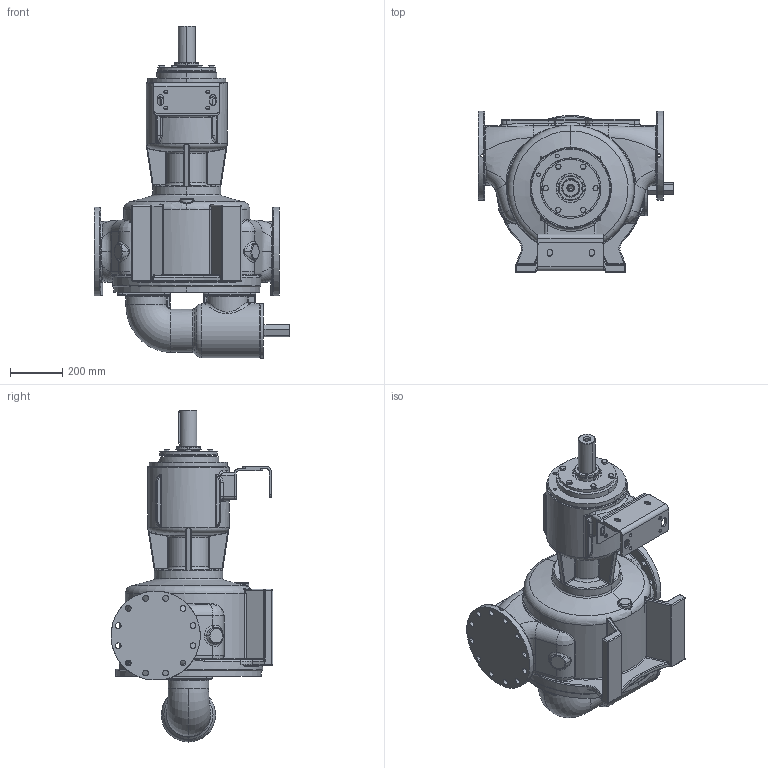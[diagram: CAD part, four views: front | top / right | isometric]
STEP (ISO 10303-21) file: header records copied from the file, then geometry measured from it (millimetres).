
FILE_DESCRIPTION((''),'2;1');
FILE_NAME('R200_A_Y_POS_7','2019-02-12T13:22:18',('Nicola'),(''),'CREO PARAMETRIC BY PTC INC, 2017110','CREO PARAMETRIC BY PTC INC, 2017110','');
FILE_SCHEMA(('CONFIG_CONTROL_DESIGN'));
Products named in the file (1): R200_A_Y_POS_7
Bounding box: 746.5 x 616.96 x 1265 mm (x, y, z)
Volume: 136772352.4 mm3; surface area: 2924994.5 mm2
Topology: 2 solids, 4 shells, 1375 faces, 3266 edges, 1942 vertices
Faces by surface type: cylinder 461, bspline 297, plane 289, torus 146, cone 136, sphere 46
Entity records: 113321 total; most frequent: CARTESIAN_POINT 83061, ORIENTED_EDGE 6516, DIRECTION 6148, EDGE_CURVE 3258, AXIS2_PLACEMENT_3D 2561, VERTEX_POINT 1942, EDGE_LOOP 1512, CIRCLE 1483
